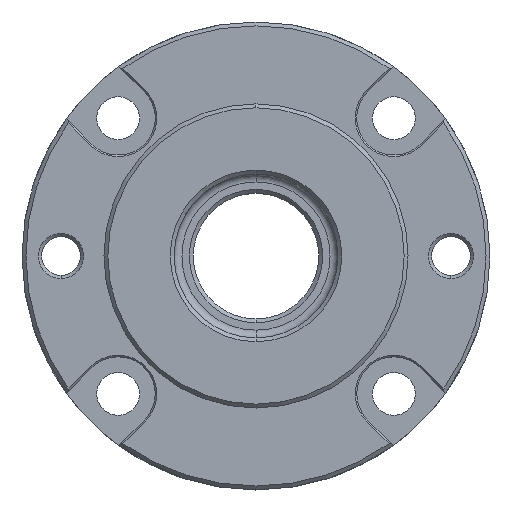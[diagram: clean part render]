
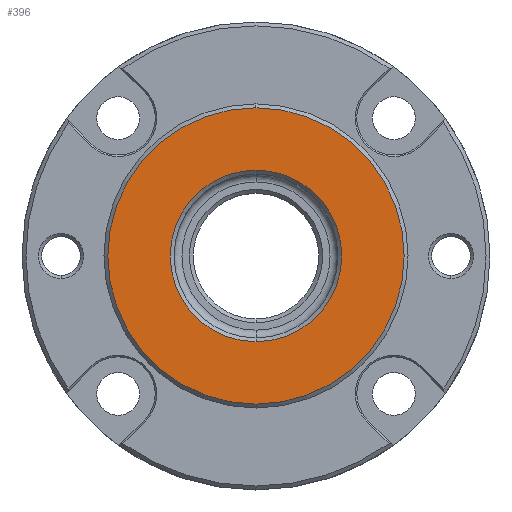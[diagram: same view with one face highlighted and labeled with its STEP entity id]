
A CAD part, top view. The second image highlights one B-rep face of the part: STEP entity #396.
In plain terms, the highlighted planar face has unit normal (0, 0, 1).
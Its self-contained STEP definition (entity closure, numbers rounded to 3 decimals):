
#145 = DIRECTION ( 'NONE',  ( 0., -1., 0. ) ) ;
#258 = FACE_OUTER_BOUND ( 'NONE', #328, .T. ) ;
#328 = EDGE_LOOP ( 'NONE', ( #2364, #2593 ) ) ;
#396 = ADVANCED_FACE ( 'NONE', ( #2733, #258 ), #1008, .T. ) ;
#448 = ORIENTED_EDGE ( 'NONE', *, *, #3048, .T. ) ;
#464 = CIRCLE ( 'NONE', #515, 11. ) ;
#503 = CARTESIAN_POINT ( 'NONE',  ( 0., 0., 8. ) ) ;
#515 = AXIS2_PLACEMENT_3D ( 'NONE', #525, #684, #2016 ) ;
#525 = CARTESIAN_POINT ( 'NONE',  ( 0., 0., 8. ) ) ;
#680 = VERTEX_POINT ( 'NONE', #2804 ) ;
#684 = DIRECTION ( 'NONE',  ( 0., 0., -1. ) ) ;
#860 = CIRCLE ( 'NONE', #2371, 11. ) ;
#990 = DIRECTION ( 'NONE',  ( 0., 1., 0. ) ) ;
#1008 = PLANE ( 'NONE',  #2043 ) ;
#1146 = CIRCLE ( 'NONE', #1151, 19. ) ;
#1151 = AXIS2_PLACEMENT_3D ( 'NONE', #1911, #1377, #145 ) ;
#1377 = DIRECTION ( 'NONE',  ( 0., 0., -1. ) ) ;
#1509 = DIRECTION ( 'NONE',  ( 0., 0., 1. ) ) ;
#1522 = DIRECTION ( 'NONE',  ( 0., 0., -1. ) ) ;
#1615 = EDGE_LOOP ( 'NONE', ( #3214, #448 ) ) ;
#1628 = CARTESIAN_POINT ( 'NONE',  ( 0., 0., 8. ) ) ;
#1825 = EDGE_CURVE ( 'NONE', #680, #2451, #1146, .T. ) ;
#1911 = CARTESIAN_POINT ( 'NONE',  ( 0., 0., 8. ) ) ;
#1982 = EDGE_CURVE ( 'NONE', #3094, #2944, #464, .T. ) ;
#2016 = DIRECTION ( 'NONE',  ( 0., 1., 0. ) ) ;
#2043 = AXIS2_PLACEMENT_3D ( 'NONE', #3231, #1509, #990 ) ;
#2364 = ORIENTED_EDGE ( 'NONE', *, *, #2388, .F. ) ;
#2371 = AXIS2_PLACEMENT_3D ( 'NONE', #1628, #3153, #2638 ) ;
#2388 = EDGE_CURVE ( 'NONE', #2451, #680, #2964, .T. ) ;
#2404 = CARTESIAN_POINT ( 'NONE',  ( 0., 11., 8. ) ) ;
#2451 = VERTEX_POINT ( 'NONE', #2779 ) ;
#2502 = DIRECTION ( 'NONE',  ( 0., -1., 0. ) ) ;
#2593 = ORIENTED_EDGE ( 'NONE', *, *, #1825, .F. ) ;
#2638 = DIRECTION ( 'NONE',  ( 0., 1., 0. ) ) ;
#2733 = FACE_BOUND ( 'NONE', #1615, .T. ) ;
#2779 = CARTESIAN_POINT ( 'NONE',  ( 0., -19., 8. ) ) ;
#2804 = CARTESIAN_POINT ( 'NONE',  ( 0., 19., 8. ) ) ;
#2944 = VERTEX_POINT ( 'NONE', #3111 ) ;
#2964 = CIRCLE ( 'NONE', #3068, 19. ) ;
#3048 = EDGE_CURVE ( 'NONE', #2944, #3094, #860, .T. ) ;
#3068 = AXIS2_PLACEMENT_3D ( 'NONE', #503, #1522, #2502 ) ;
#3094 = VERTEX_POINT ( 'NONE', #2404 ) ;
#3111 = CARTESIAN_POINT ( 'NONE',  ( 0., -11., 8. ) ) ;
#3153 = DIRECTION ( 'NONE',  ( 0., 0., -1. ) ) ;
#3214 = ORIENTED_EDGE ( 'NONE', *, *, #1982, .T. ) ;
#3231 = CARTESIAN_POINT ( 'NONE',  ( -10.5, 0., 8. ) ) ;
